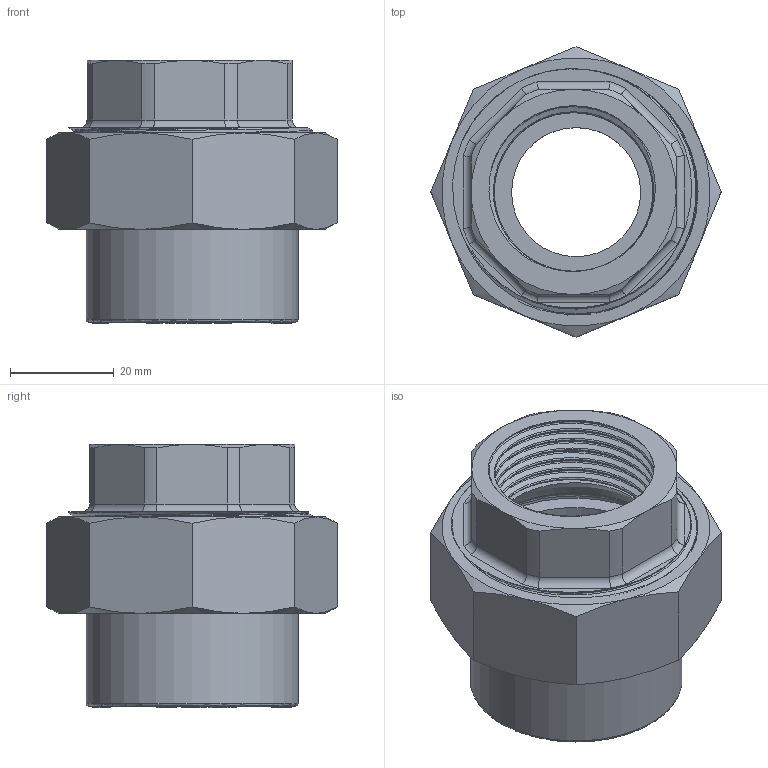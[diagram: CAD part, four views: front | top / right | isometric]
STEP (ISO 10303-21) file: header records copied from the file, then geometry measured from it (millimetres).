
FILE_DESCRIPTION(/* description */ ('STEP AP203'),/* implementation_level */ '2;1');
FILE_NAME(/* name */ 'AF0622.032.032_5.step',/* time_stamp */ '2025-12-17T12:32:05+01:00',/* author */ (''),/* organization */ (''),/* preprocessor_version */ 'ST-DEVELOPER v20.1',/* originating_system */ 'Autodesk Translation Framework v14.21.0.0',/* authorisation */ '');
FILE_SCHEMA (('AUTOMOTIVE_DESIGN { 1 0 10303 214 3 1 1 }'));
Length unit declared in the file: millimetre
Products named in the file (4): 2025-12-16-08-59-28-274; 2025-12-16-12-23-13-483; 2025-12-17-11-52-23-692; 2025-12-17-12-24-19-869
Assembly tree (3 placements, depth 2):
  2025-12-16-08-59-28-274
    2025-12-16-12-23-13-483
    2025-12-17-11-52-23-692
    2025-12-17-12-24-19-869
Bounding box: 56.03 x 56.03 x 50.78 mm (x, y, z)
Volume: 38629 mm3; surface area: 27084.5 mm2
Topology: 4 solids, 4 shells, 855 faces, 2409 edges, 1588 vertices
Faces by surface type: plane 737, cylinder 50, bspline 28, cone 26, torus 14
Full cylindrical faces by diameter (mm): 1.635 x1, 2.18 x1, 24.9 x1, 33.249 x5, 34.9 x1, 40.9 x1, 40.944 x1, 41.514 x1, 44 x1, 44.845 x3, 45.842 x1, 48.52 x5
Entity records: 36501 total; most frequent: CARTESIAN_POINT 14661, ORIENTED_EDGE 4806, DIRECTION 4008, EDGE_CURVE 2403, LINE 2122, VECTOR 2122, VERTEX_POINT 1585, AXIS2_PLACEMENT_3D 943
